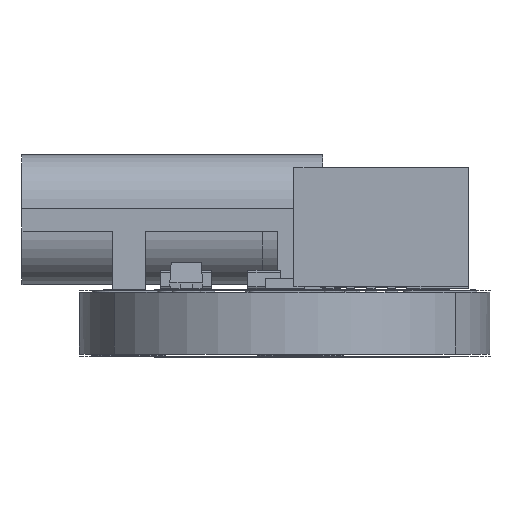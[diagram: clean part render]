
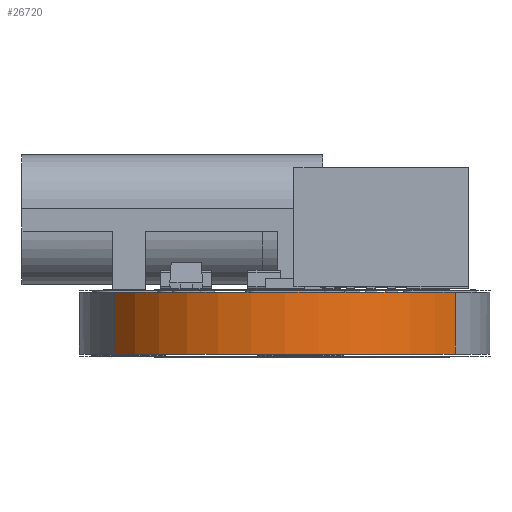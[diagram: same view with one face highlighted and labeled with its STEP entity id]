
A CAD part, left-side view. The second image highlights one B-rep face of the part: STEP entity #26720.
In plain terms, the highlighted cylindrical face has radius 4.925 mm (diameter 9.85 mm), a partial arc.
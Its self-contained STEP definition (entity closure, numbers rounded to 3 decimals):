
#534=CYLINDRICAL_SURFACE('',#28969,4.925);
#1524=CIRCLE('',#28970,4.925);
#1525=CIRCLE('',#28971,4.925);
#2810=FACE_OUTER_BOUND('',#3959,.T.);
#3959=EDGE_LOOP('',(#24470,#24471,#24472,#24473));
#7193=LINE('',#44915,#10379);
#7198=LINE('',#44946,#10384);
#10379=VECTOR('',#36247,10.);
#10384=VECTOR('',#36254,10.);
#13741=VERTEX_POINT('',#44909);
#13742=VERTEX_POINT('',#44914);
#13745=VERTEX_POINT('',#44934);
#13747=VERTEX_POINT('',#44941);
#17924=EDGE_CURVE('',#13741,#13742,#7193,.T.);
#17932=EDGE_CURVE('',#13745,#13747,#7198,.T.);
#17933=EDGE_CURVE('',#13745,#13741,#1524,.T.);
#17934=EDGE_CURVE('',#13747,#13742,#1525,.T.);
#24470=ORIENTED_EDGE('',*,*,#17933,.F.);
#24471=ORIENTED_EDGE('',*,*,#17932,.T.);
#24472=ORIENTED_EDGE('',*,*,#17934,.T.);
#24473=ORIENTED_EDGE('',*,*,#17924,.F.);
#26720=ADVANCED_FACE('',(#2810),#534,.T.);
#28969=AXIS2_PLACEMENT_3D('',#44947,#36255,#36256);
#28970=AXIS2_PLACEMENT_3D('',#44948,#36257,#36258);
#28971=AXIS2_PLACEMENT_3D('',#44949,#36259,#36260);
#36247=DIRECTION('',(0.,0.,-1.));
#36254=DIRECTION('',(0.,0.,-1.));
#36255=DIRECTION('center_axis',(0.,0.,-1.));
#36256=DIRECTION('ref_axis',(-0.537,0.843,0.));
#36257=DIRECTION('center_axis',(0.,0.,1.));
#36258=DIRECTION('ref_axis',(-0.537,0.843,0.));
#36259=DIRECTION('center_axis',(0.,0.,1.));
#36260=DIRECTION('ref_axis',(-0.537,-0.843,0.));
#44909=CARTESIAN_POINT('',(2.279,-9.154,0.));
#44914=CARTESIAN_POINT('',(2.279,-9.154,-1.51));
#44915=CARTESIAN_POINT('',(2.279,-9.154,0.));
#44934=CARTESIAN_POINT('',(2.279,-0.846,0.));
#44941=CARTESIAN_POINT('',(2.279,-0.846,-1.51));
#44946=CARTESIAN_POINT('',(2.279,-0.846,0.));
#44947=CARTESIAN_POINT('Origin',(4.925,-5.,0.));
#44948=CARTESIAN_POINT('Origin',(4.925,-5.,0.));
#44949=CARTESIAN_POINT('Origin',(4.925,-5.,-1.51));
